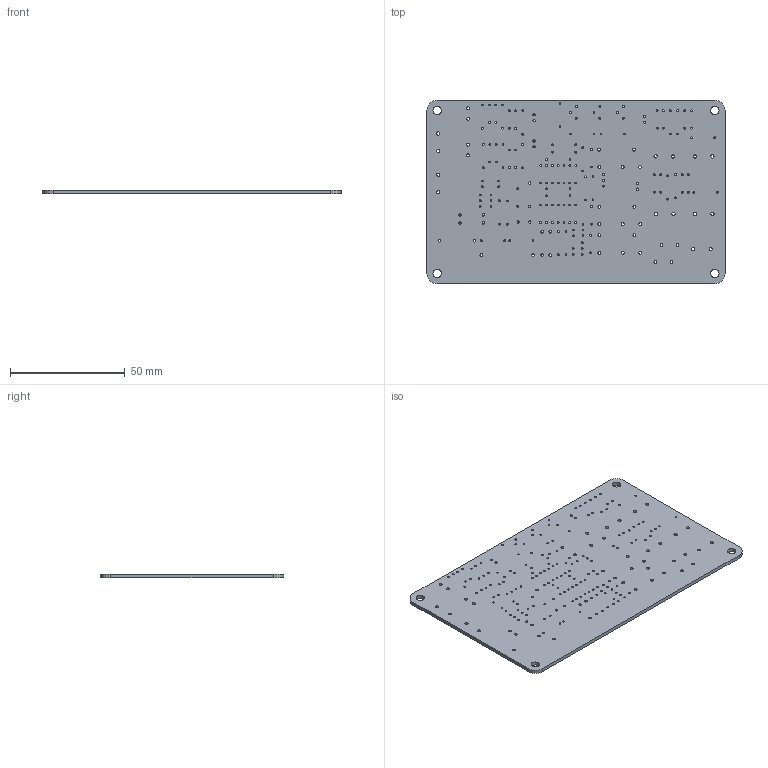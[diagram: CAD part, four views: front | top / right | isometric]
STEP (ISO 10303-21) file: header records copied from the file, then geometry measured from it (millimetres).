
FILE_DESCRIPTION(('KiCad electronic assembly'),'2;1');
FILE_NAME('SSTC_Switch_Board.step','2022-02-11T08:12:55',('Pcbnew'),( 'Kicad'),'Open CASCADE STEP processor 7.5','KiCad to STEP converter' ,'Unknown');
FILE_SCHEMA(('AUTOMOTIVE_DESIGN { 1 0 10303 214 1 1 1 1 }'));
Length unit declared in the file: millimetre
Products named in the file (2): SSTC_Switch_Board 1; SSTC_Switch_Board PCB
Assembly tree (1 placements, depth 2):
  SSTC_Switch_Board 1
    SSTC_Switch_Board PCB
Bounding box: 130 x 80 x 1.6 mm (x, y, z)
Volume: 16299.2 mm3; surface area: 22119.9 mm2
Topology: 1 solids, 1 shells, 233 faces, 693 edges, 462 vertices
Faces by surface type: cylinder 227, plane 6
Full cylindrical faces by diameter (mm): 0.8 x158, 1 x10, 1.1 x10, 1.2 x8, 1.3 x19, 1.4 x14, 3.7 x4
Entity records: 18049 total; most frequent: DIRECTION 3003, CARTESIAN_POINT 2776, ORIENTED_EDGE 1386, PCURVE 1386, DEFINITIONAL_REPRESENTATION 1386, LINE 1171, VECTOR 1171, CIRCLE 908
